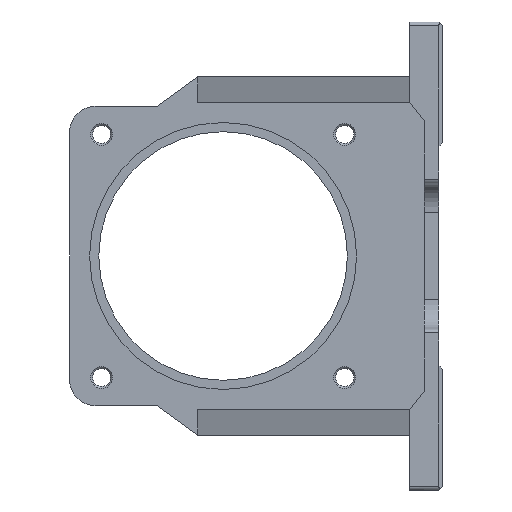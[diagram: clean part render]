
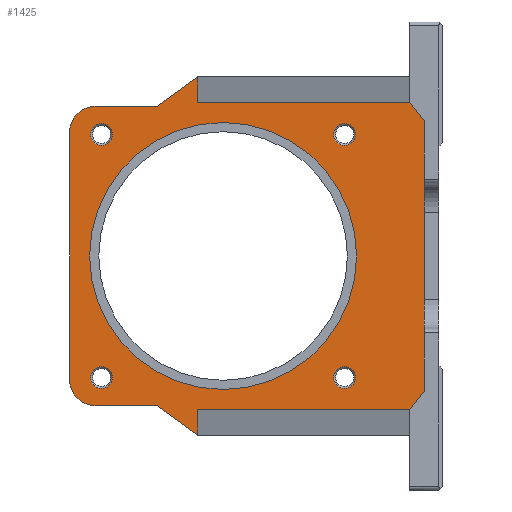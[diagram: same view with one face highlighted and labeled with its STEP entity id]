
A CAD part, left-side view. The second image highlights one B-rep face of the part: STEP entity #1425.
In plain terms, the highlighted planar face has unit normal (-1, 0, 0).
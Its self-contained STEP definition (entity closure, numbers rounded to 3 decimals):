
#58=LINE('',#2103,#201);
#59=LINE('',#2106,#202);
#60=LINE('',#2108,#203);
#61=LINE('',#2110,#204);
#62=LINE('',#2112,#205);
#63=LINE('',#2114,#206);
#64=LINE('',#2116,#207);
#65=LINE('',#2118,#208);
#66=LINE('',#2120,#209);
#67=LINE('',#2122,#210);
#68=LINE('',#2126,#211);
#69=LINE('',#2130,#212);
#201=VECTOR('',#1676,1000.);
#202=VECTOR('',#1677,1000.);
#203=VECTOR('',#1678,1000.);
#204=VECTOR('',#1679,1000.);
#205=VECTOR('',#1680,1000.);
#206=VECTOR('',#1681,1000.);
#207=VECTOR('',#1682,1000.);
#208=VECTOR('',#1683,1000.);
#209=VECTOR('',#1684,1000.);
#210=VECTOR('',#1685,1000.);
#211=VECTOR('',#1688,1000.);
#212=VECTOR('',#1691,1000.);
#344=ORIENTED_EDGE('',*,*,#750,.T.);
#345=ORIENTED_EDGE('',*,*,#751,.T.);
#346=ORIENTED_EDGE('',*,*,#752,.T.);
#347=ORIENTED_EDGE('',*,*,#753,.T.);
#348=ORIENTED_EDGE('',*,*,#754,.T.);
#349=ORIENTED_EDGE('',*,*,#755,.T.);
#350=ORIENTED_EDGE('',*,*,#756,.F.);
#351=ORIENTED_EDGE('',*,*,#757,.F.);
#352=ORIENTED_EDGE('',*,*,#758,.F.);
#353=ORIENTED_EDGE('',*,*,#759,.F.);
#354=ORIENTED_EDGE('',*,*,#760,.F.);
#355=ORIENTED_EDGE('',*,*,#761,.F.);
#356=ORIENTED_EDGE('',*,*,#762,.F.);
#357=ORIENTED_EDGE('',*,*,#763,.T.);
#358=ORIENTED_EDGE('',*,*,#764,.F.);
#359=ORIENTED_EDGE('',*,*,#765,.F.);
#360=ORIENTED_EDGE('',*,*,#766,.F.);
#361=ORIENTED_EDGE('',*,*,#767,.F.);
#362=ORIENTED_EDGE('',*,*,#768,.F.);
#750=EDGE_CURVE('',#953,#953,#1091,.T.);
#751=EDGE_CURVE('',#954,#954,#1092,.T.);
#752=EDGE_CURVE('',#955,#955,#1093,.T.);
#753=EDGE_CURVE('',#956,#956,#1094,.T.);
#754=EDGE_CURVE('',#957,#957,#1095,.T.);
#755=EDGE_CURVE('',#958,#959,#58,.T.);
#756=EDGE_CURVE('',#960,#959,#59,.T.);
#757=EDGE_CURVE('',#961,#960,#60,.T.);
#758=EDGE_CURVE('',#962,#961,#61,.T.);
#759=EDGE_CURVE('',#963,#962,#62,.T.);
#760=EDGE_CURVE('',#964,#963,#63,.T.);
#761=EDGE_CURVE('',#965,#964,#64,.T.);
#762=EDGE_CURVE('',#966,#965,#65,.T.);
#763=EDGE_CURVE('',#966,#967,#66,.T.);
#764=EDGE_CURVE('',#968,#967,#67,.T.);
#765=EDGE_CURVE('',#969,#968,#1096,.T.);
#766=EDGE_CURVE('',#970,#969,#68,.T.);
#767=EDGE_CURVE('',#971,#970,#1097,.T.);
#768=EDGE_CURVE('',#958,#971,#69,.T.);
#953=VERTEX_POINT('',#2094);
#954=VERTEX_POINT('',#2096);
#955=VERTEX_POINT('',#2098);
#956=VERTEX_POINT('',#2100);
#957=VERTEX_POINT('',#2102);
#958=VERTEX_POINT('',#2104);
#959=VERTEX_POINT('',#2105);
#960=VERTEX_POINT('',#2107);
#961=VERTEX_POINT('',#2109);
#962=VERTEX_POINT('',#2111);
#963=VERTEX_POINT('',#2113);
#964=VERTEX_POINT('',#2115);
#965=VERTEX_POINT('',#2117);
#966=VERTEX_POINT('',#2119);
#967=VERTEX_POINT('',#2121);
#968=VERTEX_POINT('',#2123);
#969=VERTEX_POINT('',#2125);
#970=VERTEX_POINT('',#2127);
#971=VERTEX_POINT('',#2129);
#1091=CIRCLE('',#1521,3.);
#1092=CIRCLE('',#1522,3.);
#1093=CIRCLE('',#1523,3.);
#1094=CIRCLE('',#1524,3.);
#1095=CIRCLE('',#1525,36.5);
#1096=CIRCLE('',#1526,7.3);
#1097=CIRCLE('',#1527,7.3);
#1145=EDGE_LOOP('',(#344));
#1146=EDGE_LOOP('',(#345));
#1147=EDGE_LOOP('',(#346));
#1148=EDGE_LOOP('',(#347));
#1149=EDGE_LOOP('',(#348));
#1150=EDGE_LOOP('',(#349,#350,#351,#352,#353,#354,#355,#356,#357,#358,#359,
#360,#361,#362));
#1260=FACE_BOUND('',#1145,.T.);
#1261=FACE_BOUND('',#1146,.T.);
#1262=FACE_BOUND('',#1147,.T.);
#1263=FACE_BOUND('',#1148,.T.);
#1264=FACE_BOUND('',#1149,.T.);
#1265=FACE_BOUND('',#1150,.T.);
#1375=PLANE('',#1520);
#1425=ADVANCED_FACE('',(#1260,#1261,#1262,#1263,#1264,#1265),#1375,.F.);
#1520=AXIS2_PLACEMENT_3D('',#2092,#1664,#1665);
#1521=AXIS2_PLACEMENT_3D('',#2093,#1666,#1667);
#1522=AXIS2_PLACEMENT_3D('',#2095,#1668,#1669);
#1523=AXIS2_PLACEMENT_3D('',#2097,#1670,#1671);
#1524=AXIS2_PLACEMENT_3D('',#2099,#1672,#1673);
#1525=AXIS2_PLACEMENT_3D('',#2101,#1674,#1675);
#1526=AXIS2_PLACEMENT_3D('',#2124,#1686,#1687);
#1527=AXIS2_PLACEMENT_3D('',#2128,#1689,#1690);
#1664=DIRECTION('',(1.,0.,0.));
#1665=DIRECTION('',(0.,0.,-1.));
#1666=DIRECTION('',(1.,0.,0.));
#1667=DIRECTION('',(0.,0.,-1.));
#1668=DIRECTION('',(1.,0.,0.));
#1669=DIRECTION('',(0.,0.,-1.));
#1670=DIRECTION('',(1.,0.,0.));
#1671=DIRECTION('',(0.,0.,-1.));
#1672=DIRECTION('',(1.,0.,0.));
#1673=DIRECTION('',(0.,0.,-1.));
#1674=DIRECTION('',(1.,0.,0.));
#1675=DIRECTION('',(0.,0.,-1.));
#1676=DIRECTION('',(0.,-0.809,-0.588));
#1677=DIRECTION('',(0.,0.,-1.));
#1678=DIRECTION('',(0.,1.,0.));
#1679=DIRECTION('',(0.,0.625,-0.781));
#1680=DIRECTION('',(0.,0.,-1.));
#1681=DIRECTION('',(0.,-0.625,-0.781));
#1682=DIRECTION('',(0.,-1.,0.));
#1683=DIRECTION('',(0.,0.,-1.));
#1684=DIRECTION('',(0.,0.809,-0.588));
#1685=DIRECTION('',(0.,-1.,0.));
#1686=DIRECTION('',(1.,0.,0.));
#1687=DIRECTION('',(0.,0.,-1.));
#1688=DIRECTION('',(0.,0.,1.));
#1689=DIRECTION('',(1.,0.,0.));
#1690=DIRECTION('',(0.,0.,-1.));
#1691=DIRECTION('',(0.,1.,0.));
#2092=CARTESIAN_POINT('',(0.,18.,49.));
#2093=CARTESIAN_POINT('',(0.,-33.234,33.234));
#2094=CARTESIAN_POINT('',(0.,-33.234,30.234));
#2095=CARTESIAN_POINT('',(0.,33.234,-33.234));
#2096=CARTESIAN_POINT('',(0.,33.234,-36.234));
#2097=CARTESIAN_POINT('',(0.,-33.234,-33.234));
#2098=CARTESIAN_POINT('',(0.,-33.234,-36.234));
#2099=CARTESIAN_POINT('',(0.,33.234,33.234));
#2100=CARTESIAN_POINT('',(0.,33.234,30.234));
#2101=CARTESIAN_POINT('',(0.,0.,0.));
#2102=CARTESIAN_POINT('',(0.,0.,-36.5));
#2103=CARTESIAN_POINT('',(0.,18.,-41.));
#2104=CARTESIAN_POINT('',(0.,18.,-41.));
#2105=CARTESIAN_POINT('',(0.,7.,-49.));
#2106=CARTESIAN_POINT('',(0.,7.,49.));
#2107=CARTESIAN_POINT('',(0.,7.,-42.));
#2108=CARTESIAN_POINT('',(0.,-51.,-42.));
#2109=CARTESIAN_POINT('',(0.,-51.,-42.));
#2110=CARTESIAN_POINT('',(0.,-55.,-37.));
#2111=CARTESIAN_POINT('',(0.,-55.,-37.));
#2112=CARTESIAN_POINT('',(0.,-55.,37.));
#2113=CARTESIAN_POINT('',(0.,-55.,37.));
#2114=CARTESIAN_POINT('',(0.,-51.,42.));
#2115=CARTESIAN_POINT('',(0.,-51.,42.));
#2116=CARTESIAN_POINT('',(0.,7.,42.));
#2117=CARTESIAN_POINT('',(0.,7.,42.));
#2118=CARTESIAN_POINT('',(0.,7.,49.));
#2119=CARTESIAN_POINT('',(0.,7.,49.));
#2120=CARTESIAN_POINT('',(0.,7.,49.));
#2121=CARTESIAN_POINT('',(0.,18.,41.));
#2122=CARTESIAN_POINT('',(0.,34.7,41.));
#2123=CARTESIAN_POINT('',(0.,34.7,41.));
#2124=CARTESIAN_POINT('',(0.,34.7,33.7));
#2125=CARTESIAN_POINT('',(0.,42.,33.7));
#2126=CARTESIAN_POINT('',(0.,42.,-33.7));
#2127=CARTESIAN_POINT('',(0.,42.,-33.7));
#2128=CARTESIAN_POINT('',(0.,34.7,-33.7));
#2129=CARTESIAN_POINT('',(0.,34.7,-41.));
#2130=CARTESIAN_POINT('',(0.,-59.,-41.));
